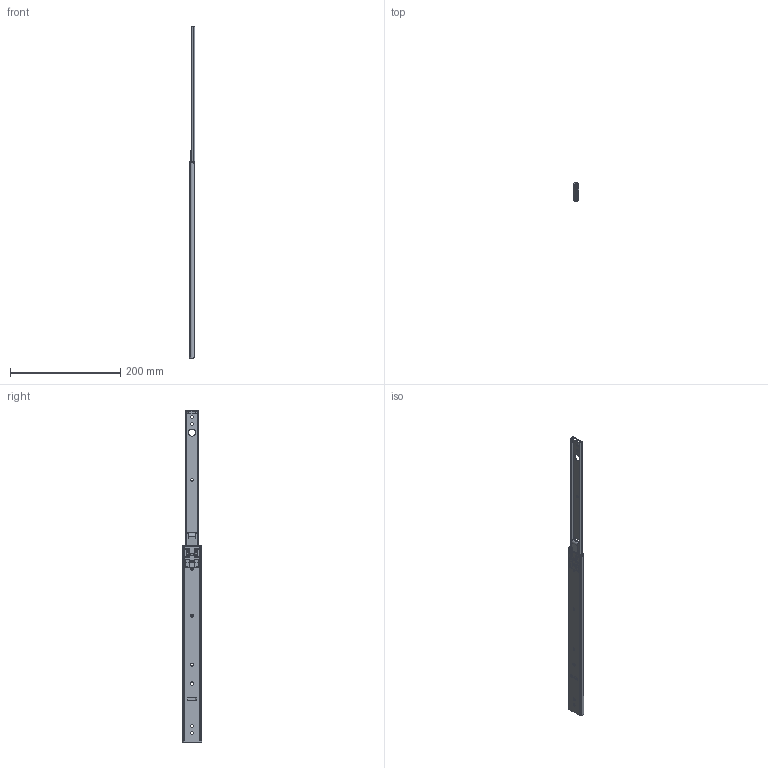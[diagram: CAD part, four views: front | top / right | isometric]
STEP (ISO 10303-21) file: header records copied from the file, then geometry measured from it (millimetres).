
FILE_DESCRIPTION(/* description */ ('Teilauszug Serie 016 356x247'),/* implementation_level */ '2;1');
FILE_NAME(/* name */ '07000053003.stp',/* time_stamp */ '2020-06-19T14:01:38+02:00',/* author */ ('Dennis Bruder'),/* organization */ (''),/* preprocessor_version */ 'ST-DEVELOPER v18',/* originating_system */ 'Autodesk Inventor 2020',/* authorisation */ '');
FILE_SCHEMA (('AUTOMOTIVE_DESIGN { 1 0 10303 214 3 1 1 }'));
Products named in the file (1): 07000053003
Bounding box: 9.5 x 35.2 x 602.5 mm (x, y, z)
Volume: 47498.2 mm3; surface area: 74147.2 mm2
Topology: 27 solids, 27 shells, 1728 faces, 5186 edges, 3295 vertices
Faces by surface type: plane 632, cylinder 469, bspline 323, torus 136, cone 134, sphere 34
Full cylindrical faces by diameter (mm): 4 x11, 4.9 x2, 5 x3, 6 x1, 12.7 x1
Entity records: 70829 total; most frequent: CARTESIAN_POINT 26151, ORIENTED_EDGE 9860, DIRECTION 7952, EDGE_CURVE 4930, VERTEX_POINT 3207, AXIS2_PLACEMENT_3D 2963, LINE 2026, VECTOR 2026
